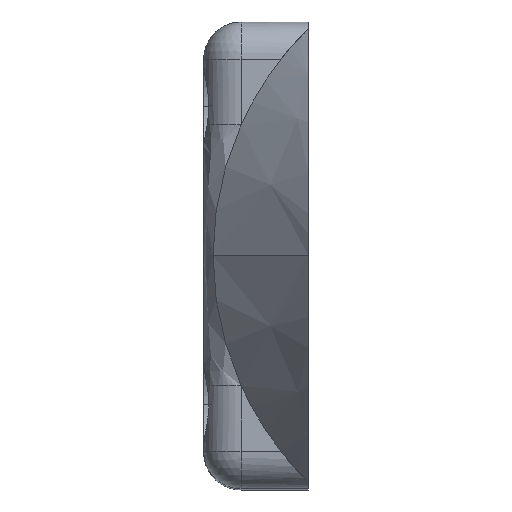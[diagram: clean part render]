
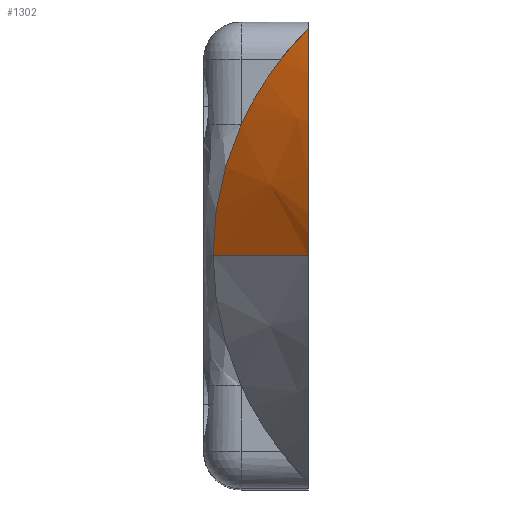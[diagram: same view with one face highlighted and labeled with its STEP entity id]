
A CAD part, top view. The second image highlights one B-rep face of the part: STEP entity #1302.
In plain terms, the highlighted conical face has half-angle 45 degrees and reference radius 13.97 mm.
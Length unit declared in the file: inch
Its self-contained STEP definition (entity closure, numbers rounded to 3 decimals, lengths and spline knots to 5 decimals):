
#31 = EDGE_CURVE ( 'NONE', #1572, #226, #590, .T. ) ;
#47 = EDGE_CURVE ( 'NONE', #226, #465, #1141, .T. ) ;
#62 = EDGE_CURVE ( 'NONE', #1677, #1444, #610, .T. ) ;
#88 = EDGE_CURVE ( 'NONE', #1444, #1572, #651, .T. ) ;
#170 = ORIENTED_EDGE ( 'NONE', *, *, #31, .F. ) ;
#202 = ORIENTED_EDGE ( 'NONE', *, *, #62, .F. ) ;
#214 = CARTESIAN_POINT ( 'NONE',  ( -0.595, 0.56207, 0.8571 ) ) ;
#226 = VERTEX_POINT ( 'NONE', #1396 ) ;
#385 = DIRECTION ( 'NONE',  ( 1., 0., 0. ) ) ;
#392 = DIRECTION ( 'NONE',  ( 0., 0., -1. ) ) ;
#395 = CARTESIAN_POINT ( 'NONE',  ( 0., 0., 0.825 ) ) ;
#397 = ORIENTED_EDGE ( 'NONE', *, *, #47, .F. ) ;
#461 = ORIENTED_EDGE ( 'NONE', *, *, #933, .F. ) ;
#465 = VERTEX_POINT ( 'NONE', #1265 ) ;
#467 = AXIS2_PLACEMENT_3D ( 'NONE', #579, #574, #564 ) ;
#491 = DIRECTION ( 'NONE',  ( -1., 0., 0. ) ) ;
#507 = CARTESIAN_POINT ( 'NONE',  ( -0.85, 0., 0.825 ) ) ;
#515 = EDGE_LOOP ( 'NONE', ( #461, #397, #170, #554, #202 ) ) ;
#531 = AXIS2_PLACEMENT_3D ( 'NONE', #395, #392, #385 ) ;
#554 = ORIENTED_EDGE ( 'NONE', *, *, #88, .F. ) ;
#564 = DIRECTION ( 'NONE',  ( 1., 0., 0. ) ) ;
#574 = DIRECTION ( 'NONE',  ( 0., 0., -1. ) ) ;
#579 = CARTESIAN_POINT ( 'NONE',  ( 0., 0., 0.825 ) ) ;
#590 = CIRCLE ( 'NONE', #1356, 0.85 ) ;
#610 = CIRCLE ( 'NONE', #467, 0.85 ) ;
#651 = CIRCLE ( 'NONE', #531, 0.85 ) ;
#690 = CARTESIAN_POINT ( 'NONE',  ( -0.595, 0., 1.08 ) ) ;
#704 = CARTESIAN_POINT ( 'NONE',  ( -0.595, 0.01394, 1.08 ) ) ;
#708 = CARTESIAN_POINT ( 'NONE',  ( -0.595, 0.02793, 1.07951 ) ) ;
#714 = CARTESIAN_POINT ( 'NONE',  ( -0.595, 0.05599, 1.07754 ) ) ;
#716 = CARTESIAN_POINT ( 'NONE',  ( -0.595, 0.07012, 1.07604 ) ) ;
#723 = CARTESIAN_POINT ( 'NONE',  ( -0.595, 0.11195, 1.07019 ) ) ;
#726 = CARTESIAN_POINT ( 'NONE',  ( -0.595, 0.27204, 1.02121 ) ) ;
#729 = CARTESIAN_POINT ( 'NONE',  ( -0.595, 0.13932, 1.06446 ) ) ;
#737 = CARTESIAN_POINT ( 'NONE',  ( -0.595, 0.1932, 1.04996 ) ) ;
#745 = CARTESIAN_POINT ( 'NONE',  ( -0.595, 0.21971, 1.04119 ) ) ;
#751 = CARTESIAN_POINT ( 'NONE',  ( -0.595, 0.29796, 1.00994 ) ) ;
#756 = CARTESIAN_POINT ( 'NONE',  ( -0.595, 0.37386, 0.9737 ) ) ;
#763 = CARTESIAN_POINT ( 'NONE',  ( -0.595, 0.4222, 0.94636 ) ) ;
#768 = CARTESIAN_POINT ( 'NONE',  ( -0.595, 0.60702, 0.825 ) ) ;
#770 = DIRECTION ( 'NONE',  ( -0.707, 0., -0.707 ) ) ;
#781 = CARTESIAN_POINT ( 'NONE',  ( -0.55, 0., 1.125 ) ) ;
#796 = DIRECTION ( 'NONE',  ( 1., 0., 0. ) ) ;
#799 = DIRECTION ( 'NONE',  ( 0., 0., -1. ) ) ;
#810 = CARTESIAN_POINT ( 'NONE',  ( 0., 0., 0.825 ) ) ;
#818 = CARTESIAN_POINT ( 'NONE',  ( -0.595, 0.51632, 0.88808 ) ) ;
#866 = CARTESIAN_POINT ( 'NONE',  ( -0.66849, 0.525, 0.825 ) ) ;
#913 = LINE ( 'NONE', #781, #949 ) ;
#933 = EDGE_CURVE ( 'NONE', #465, #1677, #913, .T. ) ;
#949 = VECTOR ( 'NONE', #770, 39.37008 ) ;
#1141 = B_SPLINE_CURVE_WITH_KNOTS ( 'NONE', 3,
 ( #768, #214, #818, #763, #756, #751, #726, #745, #737, #729, #723, #716, #714, #708, #704, #690 ),
 .UNSPECIFIED., .F., .F.,
 ( 4, 2, 2, 2, 2, 2, 2, 4 ),
 ( 0.0951, 0.09932, 0.10354, 0.10565, 0.10777, 0.10988, 0.11093, 0.11199 ),
 .UNSPECIFIED. ) ;
#1265 = CARTESIAN_POINT ( 'NONE',  ( -0.595, 0., 1.08 ) ) ;
#1271 = DIRECTION ( 'NONE',  ( 0., 0., -1. ) ) ;
#1302 = ADVANCED_FACE ( 'NONE', ( #1358 ), #1494, .T. ) ;
#1329 = CARTESIAN_POINT ( 'NONE',  ( -0.775, 0.34911, 0.825 ) ) ;
#1346 = AXIS2_PLACEMENT_3D ( 'NONE', #1578, #1271, #491 ) ;
#1356 = AXIS2_PLACEMENT_3D ( 'NONE', #810, #799, #796 ) ;
#1358 = FACE_OUTER_BOUND ( 'NONE', #515, .T. ) ;
#1396 = CARTESIAN_POINT ( 'NONE',  ( -0.595, 0.60702, 0.825 ) ) ;
#1444 = VERTEX_POINT ( 'NONE', #1329 ) ;
#1494 = CONICAL_SURFACE ( 'NONE', #1346, 0.55, 0.785 ) ;
#1572 = VERTEX_POINT ( 'NONE', #866 ) ;
#1578 = CARTESIAN_POINT ( 'NONE',  ( 0., 0., 1.125 ) ) ;
#1677 = VERTEX_POINT ( 'NONE', #507 ) ;
